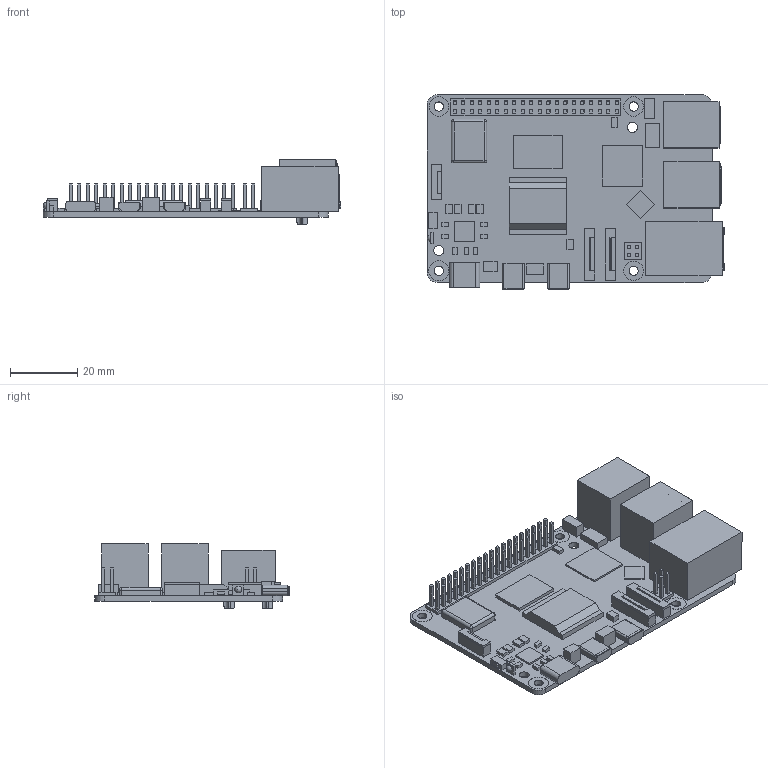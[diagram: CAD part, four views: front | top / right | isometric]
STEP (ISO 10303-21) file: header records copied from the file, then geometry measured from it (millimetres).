
FILE_DESCRIPTION(/* description */ ('STEP AP214'),/* implementation_level */ '2;1');
FILE_NAME(/* name */ 'RP 5.stp',/* time_stamp */ '2023-10-08T22:06:41+02:00',/* author */ ('felix'),/* organization */ (' '),/* preprocessor_version */ 'ST-DEVELOPER v19',/* originating_system */ 'Autodesk Inventor 2023',/* authorisation */ ' ');
FILE_SCHEMA (('AUTOMOTIVE_DESIGN { 1 0 10303 214 3 1 1 }'));
Length unit declared in the file: metre
Products named in the file (31): raspberry-pi-5-sbc-simple; connector; CSI_DSI-1; CSI_DSI-2; CSI_DSI_connector; ethernet; gpio; hdmi-micro; IR; mounting-holes; pcb; pcba-components; pcba-components Geometry; chips; pcie; pmic; poe; poe Geometry; poe-pins; pwr-connector; rp1; sd-card; switch; uart; usb-2-bank; usb-2-bank Geometry; usb2-port; usb-3-bank; usb-3-bank Geometry; usb3-port; usb-c
Assembly tree (34 placements, depth 3):
  raspberry-pi-5-sbc-simple
    connector
    CSI_DSI-1
      CSI_DSI_connector
    CSI_DSI-2
      CSI_DSI_connector
    ethernet
    gpio
    hdmi-micro  x2
    IR
    mounting-holes
    pcb
    pcba-components
      pcba-components Geometry
      chips
    pcie
    pmic
    poe
      poe Geometry
      poe-pins
    pwr-connector
    rp1
    sd-card
    switch
    uart
    usb-2-bank
      usb-2-bank Geometry
      usb2-port  x2
    usb-3-bank
      usb-3-bank Geometry
      usb3-port  x2
    usb-c
Bounding box: 88.81 x 58 x 19.2 mm (x, y, z)
Volume: 24365.7 mm3; surface area: 22936.5 mm2
Topology: 103 solids, 103 shells, 809 faces, 1831 edges, 1271 vertices
Faces by surface type: plane 726, cylinder 78, bspline 4, sphere 1
Full cylindrical faces by diameter (mm): 2.729 x8, 3 x2, 5.822 x3, 6 x1
Entity records: 22063 total; most frequent: CARTESIAN_POINT 3971, DIRECTION 3353, ORIENTED_EDGE 3272, EDGE_CURVE 1636, LINE 1483, VECTOR 1483, VERTEX_POINT 1145, AXIS2_PLACEMENT_3D 935
